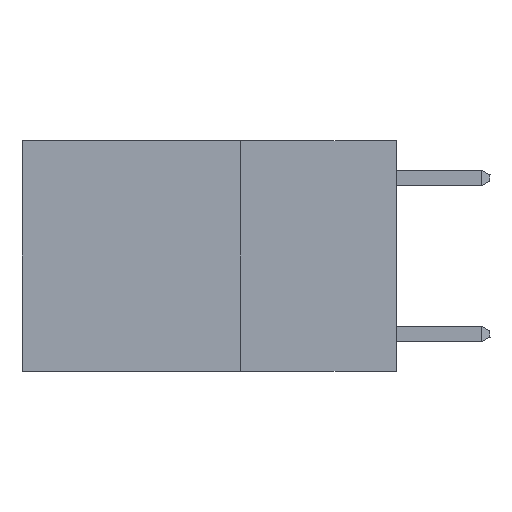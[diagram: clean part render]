
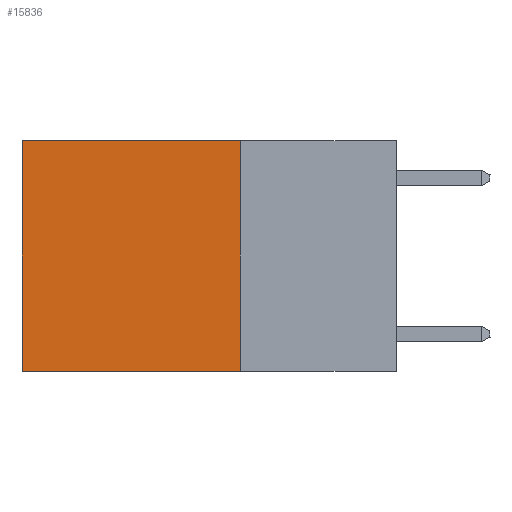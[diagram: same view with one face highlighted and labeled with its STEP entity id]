
A CAD part, left-side view. The second image highlights one B-rep face of the part: STEP entity #15836.
In plain terms, the highlighted planar face has unit normal (-1, 0, 0).
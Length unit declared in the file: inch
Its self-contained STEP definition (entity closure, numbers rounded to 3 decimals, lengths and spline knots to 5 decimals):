
#270 = FACE_OUTER_BOUND ( 'NONE', #5925, .T. ) ;
#987 = EDGE_CURVE ( 'NONE', #11786, #20466, #3852, .T. ) ;
#1661 = PLANE ( 'NONE',  #6958 ) ;
#2122 = CARTESIAN_POINT ( 'NONE',  ( 0.2625, 0.25, 0. ) ) ;
#3852 = LINE ( 'NONE', #19034, #22284 ) ;
#4044 = CARTESIAN_POINT ( 'NONE',  ( 0.2625, 0.25, 0. ) ) ;
#5925 = EDGE_LOOP ( 'NONE', ( #9073, #21026, #15792, #18903 ) ) ;
#5972 = CARTESIAN_POINT ( 'NONE',  ( 0.2625, 0.6, 0. ) ) ;
#6958 = AXIS2_PLACEMENT_3D ( 'NONE', #4044, #11765, #7737 ) ;
#7737 = DIRECTION ( 'NONE',  ( 0., 0., -1. ) ) ;
#8410 = DIRECTION ( 'NONE',  ( 0., 1., 0. ) ) ;
#9073 = ORIENTED_EDGE ( 'NONE', *, *, #22220, .T. ) ;
#9344 = LINE ( 'NONE', #2122, #11559 ) ;
#10282 = LINE ( 'NONE', #18017, #17940 ) ;
#11381 = VERTEX_POINT ( 'NONE', #24392 ) ;
#11428 = VECTOR ( 'NONE', #23563, 39.37008 ) ;
#11559 = VECTOR ( 'NONE', #21131, 39.37008 ) ;
#11576 = DIRECTION ( 'NONE',  ( 0., 1., 0. ) ) ;
#11765 = DIRECTION ( 'NONE',  ( 1., 0., 0. ) ) ;
#11786 = VERTEX_POINT ( 'NONE', #21166 ) ;
#14895 = EDGE_CURVE ( 'NONE', #11381, #15794, #10282, .T. ) ;
#15792 = ORIENTED_EDGE ( 'NONE', *, *, #17621, .F. ) ;
#15794 = VERTEX_POINT ( 'NONE', #19359 ) ;
#15836 = ADVANCED_FACE ( 'NONE', ( #270 ), #1661, .F. ) ;
#17621 = EDGE_CURVE ( 'NONE', #11381, #11786, #9344, .T. ) ;
#17940 = VECTOR ( 'NONE', #8410, 39.37008 ) ;
#18017 = CARTESIAN_POINT ( 'NONE',  ( 0.2625, 0.25, 0. ) ) ;
#18903 = ORIENTED_EDGE ( 'NONE', *, *, #14895, .T. ) ;
#19034 = CARTESIAN_POINT ( 'NONE',  ( 0.2625, 0.25, -0.37 ) ) ;
#19359 = CARTESIAN_POINT ( 'NONE',  ( 0.2625, 0.6, 0. ) ) ;
#20466 = VERTEX_POINT ( 'NONE', #24456 ) ;
#21026 = ORIENTED_EDGE ( 'NONE', *, *, #987, .F. ) ;
#21131 = DIRECTION ( 'NONE',  ( 0., 0., -1. ) ) ;
#21166 = CARTESIAN_POINT ( 'NONE',  ( 0.2625, 0.25, -0.37 ) ) ;
#21805 = LINE ( 'NONE', #5972, #11428 ) ;
#22220 = EDGE_CURVE ( 'NONE', #15794, #20466, #21805, .T. ) ;
#22284 = VECTOR ( 'NONE', #11576, 39.37008 ) ;
#23563 = DIRECTION ( 'NONE',  ( 0., 0., -1. ) ) ;
#24392 = CARTESIAN_POINT ( 'NONE',  ( 0.2625, 0.25, 0. ) ) ;
#24456 = CARTESIAN_POINT ( 'NONE',  ( 0.2625, 0.6, -0.37 ) ) ;
